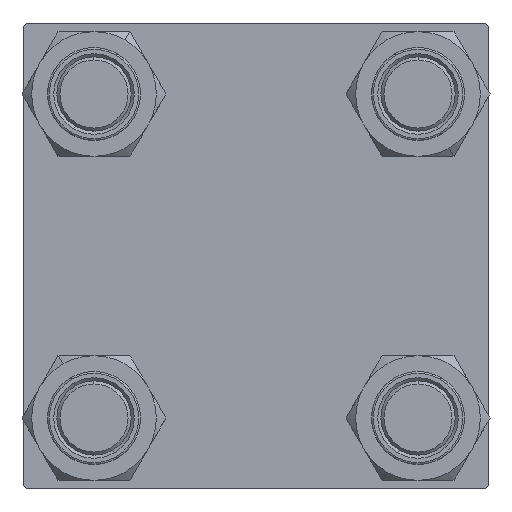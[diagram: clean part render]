
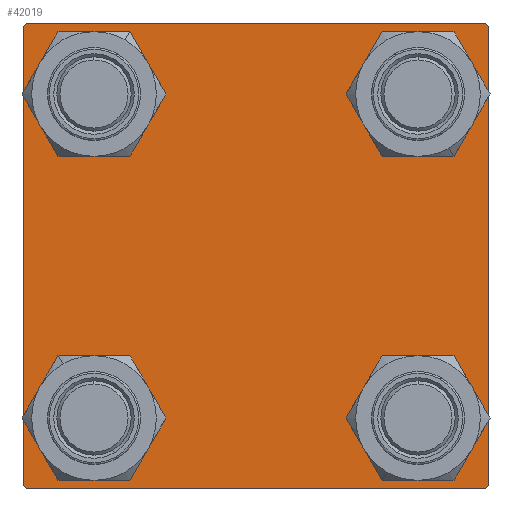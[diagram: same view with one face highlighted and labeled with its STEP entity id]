
A CAD part, left-side view. The second image highlights one B-rep face of the part: STEP entity #42019.
In plain terms, the highlighted planar face has unit normal (-1, 0, 0).
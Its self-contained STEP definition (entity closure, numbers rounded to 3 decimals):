
#16 = CARTESIAN_POINT ( 'NONE',  ( 0., 37., 37.5 ) ) ;
#444 = FACE_BOUND ( 'NONE', #31797, .T. ) ;
#1222 = AXIS2_PLACEMENT_3D ( 'NONE', #41544, #25372, #6447 ) ;
#1567 = CARTESIAN_POINT ( 'NONE',  ( 0., 26.15, -19.65 ) ) ;
#1586 = CARTESIAN_POINT ( 'NONE',  ( 0., -26.15, -32.65 ) ) ;
#1908 = VECTOR ( 'NONE', #14975, 1000. ) ;
#2423 = VERTEX_POINT ( 'NONE', #43230 ) ;
#2465 = DIRECTION ( 'NONE',  ( 0., 0., 1. ) ) ;
#2819 = EDGE_CURVE ( 'NONE', #31570, #17629, #9163, .T. ) ;
#2844 = CARTESIAN_POINT ( 'NONE',  ( 0., -26.15, 26.15 ) ) ;
#3093 = PLANE ( 'NONE',  #29832 ) ;
#3194 = VECTOR ( 'NONE', #50520, 1000. ) ;
#3405 = LINE ( 'NONE', #23359, #3194 ) ;
#4061 = CARTESIAN_POINT ( 'NONE',  ( 0., -26.15, 19.65 ) ) ;
#4201 = VERTEX_POINT ( 'NONE', #16 ) ;
#4837 = AXIS2_PLACEMENT_3D ( 'NONE', #2844, #21523, #6680 ) ;
#4985 = DIRECTION ( 'NONE',  ( 1., 0., 0. ) ) ;
#5130 = EDGE_CURVE ( 'NONE', #25615, #46680, #27196, .T. ) ;
#5208 = CARTESIAN_POINT ( 'NONE',  ( 0., 37.5, -37. ) ) ;
#5305 = LINE ( 'NONE', #28323, #29363 ) ;
#5600 = EDGE_CURVE ( 'NONE', #43812, #20331, #10024, .T. ) ;
#6384 = CARTESIAN_POINT ( 'NONE',  ( 0., 37.5, 37.5 ) ) ;
#6447 = DIRECTION ( 'NONE',  ( 0., 0., 1. ) ) ;
#6538 = ORIENTED_EDGE ( 'NONE', *, *, #31836, .T. ) ;
#6638 = DIRECTION ( 'NONE',  ( 0., 0., -1. ) ) ;
#6680 = DIRECTION ( 'NONE',  ( 0., 0., 1. ) ) ;
#6939 = DIRECTION ( 'NONE',  ( -1., 0., 0. ) ) ;
#7095 = DIRECTION ( 'NONE',  ( 1., 0., 0. ) ) ;
#7278 = EDGE_CURVE ( 'NONE', #4201, #47502, #10653, .T. ) ;
#7624 = EDGE_CURVE ( 'NONE', #2423, #17097, #32986, .T. ) ;
#9039 = ORIENTED_EDGE ( 'NONE', *, *, #5600, .T. ) ;
#9163 = CIRCLE ( 'NONE', #41041, 6.5 ) ;
#9874 = ORIENTED_EDGE ( 'NONE', *, *, #5130, .T. ) ;
#10024 = CIRCLE ( 'NONE', #47649, 6.5 ) ;
#10031 = ORIENTED_EDGE ( 'NONE', *, *, #27616, .T. ) ;
#10266 = VECTOR ( 'NONE', #47684, 1000. ) ;
#10653 = LINE ( 'NONE', #25987, #1908 ) ;
#10937 = ORIENTED_EDGE ( 'NONE', *, *, #7624, .T. ) ;
#11982 = DIRECTION ( 'NONE',  ( 0., -0.707, -0.707 ) ) ;
#14682 = ORIENTED_EDGE ( 'NONE', *, *, #23799, .F. ) ;
#14951 = EDGE_CURVE ( 'NONE', #17629, #31570, #33094, .T. ) ;
#14975 = DIRECTION ( 'NONE',  ( 0., 0.707, -0.707 ) ) ;
#15485 = DIRECTION ( 'NONE',  ( 0., 0., -1. ) ) ;
#15507 = EDGE_CURVE ( 'NONE', #4201, #41030, #31540, .T. ) ;
#15870 = AXIS2_PLACEMENT_3D ( 'NONE', #45834, #41741, #45577 ) ;
#15953 = ORIENTED_EDGE ( 'NONE', *, *, #28849, .T. ) ;
#16444 = CARTESIAN_POINT ( 'NONE',  ( 0., 37.5, 37.5 ) ) ;
#16809 = VECTOR ( 'NONE', #6638, 1000. ) ;
#17097 = VERTEX_POINT ( 'NONE', #24282 ) ;
#17443 = AXIS2_PLACEMENT_3D ( 'NONE', #38483, #30005, #45673 ) ;
#17629 = VERTEX_POINT ( 'NONE', #1567 ) ;
#18204 = FACE_BOUND ( 'NONE', #48880, .T. ) ;
#19370 = VERTEX_POINT ( 'NONE', #36216 ) ;
#19629 = DIRECTION ( 'NONE',  ( 0., -1., 0. ) ) ;
#19974 = CARTESIAN_POINT ( 'NONE',  ( 0., -37.25, -37.25 ) ) ;
#20331 = VERTEX_POINT ( 'NONE', #26055 ) ;
#21246 = CARTESIAN_POINT ( 'NONE',  ( 0., 37., -37.5 ) ) ;
#21523 = DIRECTION ( 'NONE',  ( 1., 0., 0. ) ) ;
#23019 = CARTESIAN_POINT ( 'NONE',  ( 0., 26.15, -32.65 ) ) ;
#23359 = CARTESIAN_POINT ( 'NONE',  ( 0., -37.25, 37.25 ) ) ;
#23454 = LINE ( 'NONE', #39103, #40243 ) ;
#23647 = CIRCLE ( 'NONE', #4837, 6.5 ) ;
#23799 = EDGE_CURVE ( 'NONE', #19370, #42857, #40028, .T. ) ;
#24192 = ORIENTED_EDGE ( 'NONE', *, *, #43124, .T. ) ;
#24282 = CARTESIAN_POINT ( 'NONE',  ( 0., 26.15, 19.65 ) ) ;
#25081 = CARTESIAN_POINT ( 'NONE',  ( 0., -37., -37.5 ) ) ;
#25353 = ORIENTED_EDGE ( 'NONE', *, *, #15507, .F. ) ;
#25372 = DIRECTION ( 'NONE',  ( 1., 0., 0. ) ) ;
#25615 = VERTEX_POINT ( 'NONE', #4061 ) ;
#25987 = CARTESIAN_POINT ( 'NONE',  ( 0., 37.25, 37.25 ) ) ;
#26055 = CARTESIAN_POINT ( 'NONE',  ( 0., -26.15, -19.65 ) ) ;
#26553 = CIRCLE ( 'NONE', #1222, 6.5 ) ;
#26890 = FACE_BOUND ( 'NONE', #28878, .T. ) ;
#27196 = CIRCLE ( 'NONE', #32886, 6.5 ) ;
#27616 = EDGE_CURVE ( 'NONE', #19370, #41030, #3405, .T. ) ;
#27885 = DIRECTION ( 'NONE',  ( 0., 0., 1. ) ) ;
#28323 = CARTESIAN_POINT ( 'NONE',  ( 0., 37.25, -37.25 ) ) ;
#28849 = EDGE_CURVE ( 'NONE', #46680, #25615, #23647, .T. ) ;
#28878 = EDGE_LOOP ( 'NONE', ( #15953, #9874 ) ) ;
#29363 = VECTOR ( 'NONE', #11982, 1000. ) ;
#29490 = EDGE_CURVE ( 'NONE', #34845, #40652, #5305, .T. ) ;
#29504 = ORIENTED_EDGE ( 'NONE', *, *, #2819, .T. ) ;
#29832 = AXIS2_PLACEMENT_3D ( 'NONE', #38441, #6939, #42549 ) ;
#30005 = DIRECTION ( 'NONE',  ( 1., 0., 0. ) ) ;
#30314 = CARTESIAN_POINT ( 'NONE',  ( 0., -37., 37.5 ) ) ;
#30989 = ORIENTED_EDGE ( 'NONE', *, *, #7278, .T. ) ;
#31540 = LINE ( 'NONE', #16444, #10266 ) ;
#31545 = ORIENTED_EDGE ( 'NONE', *, *, #14951, .T. ) ;
#31570 = VERTEX_POINT ( 'NONE', #23019 ) ;
#31797 = EDGE_LOOP ( 'NONE', ( #32776, #9039 ) ) ;
#31807 = CARTESIAN_POINT ( 'NONE',  ( 0., -37.5, 37.5 ) ) ;
#31836 = EDGE_CURVE ( 'NONE', #40652, #46421, #23454, .T. ) ;
#32509 = CARTESIAN_POINT ( 'NONE',  ( 0., 37.5, 37. ) ) ;
#32776 = ORIENTED_EDGE ( 'NONE', *, *, #36464, .T. ) ;
#32886 = AXIS2_PLACEMENT_3D ( 'NONE', #40208, #47397, #27885 ) ;
#32986 = CIRCLE ( 'NONE', #17443, 6.5 ) ;
#33000 = CIRCLE ( 'NONE', #15870, 6.5 ) ;
#33094 = CIRCLE ( 'NONE', #39676, 6.5 ) ;
#33794 = FACE_BOUND ( 'NONE', #38681, .T. ) ;
#33936 = CARTESIAN_POINT ( 'NONE',  ( 0., 26.15, -26.15 ) ) ;
#34058 = FACE_OUTER_BOUND ( 'NONE', #44372, .T. ) ;
#34128 = ORIENTED_EDGE ( 'NONE', *, *, #42835, .T. ) ;
#34385 = ORIENTED_EDGE ( 'NONE', *, *, #29490, .T. ) ;
#34845 = VERTEX_POINT ( 'NONE', #5208 ) ;
#35568 = VECTOR ( 'NONE', #35579, 1000. ) ;
#35579 = DIRECTION ( 'NONE',  ( 0., -0.707, 0.707 ) ) ;
#35955 = CARTESIAN_POINT ( 'NONE',  ( 0., 26.15, -26.15 ) ) ;
#36216 = CARTESIAN_POINT ( 'NONE',  ( 0., -37.5, 37. ) ) ;
#36464 = EDGE_CURVE ( 'NONE', #20331, #43812, #33000, .T. ) ;
#36662 = VECTOR ( 'NONE', #15485, 1000. ) ;
#38339 = DIRECTION ( 'NONE',  ( 0., 0., 1. ) ) ;
#38441 = CARTESIAN_POINT ( 'NONE',  ( 0., 0., 0. ) ) ;
#38483 = CARTESIAN_POINT ( 'NONE',  ( 0., 26.15, 26.15 ) ) ;
#38681 = EDGE_LOOP ( 'NONE', ( #10937, #34128 ) ) ;
#39103 = CARTESIAN_POINT ( 'NONE',  ( 0., 37.5, -37.5 ) ) ;
#39212 = LINE ( 'NONE', #19974, #35568 ) ;
#39676 = AXIS2_PLACEMENT_3D ( 'NONE', #33936, #44732, #2465 ) ;
#40028 = LINE ( 'NONE', #31807, #36662 ) ;
#40208 = CARTESIAN_POINT ( 'NONE',  ( 0., -26.15, 26.15 ) ) ;
#40243 = VECTOR ( 'NONE', #19629, 1000. ) ;
#40652 = VERTEX_POINT ( 'NONE', #21246 ) ;
#41020 = CARTESIAN_POINT ( 'NONE',  ( 0., -37.5, -37. ) ) ;
#41030 = VERTEX_POINT ( 'NONE', #30314 ) ;
#41041 = AXIS2_PLACEMENT_3D ( 'NONE', #35955, #4985, #47749 ) ;
#41544 = CARTESIAN_POINT ( 'NONE',  ( 0., 26.15, 26.15 ) ) ;
#41741 = DIRECTION ( 'NONE',  ( 1., 0., 0. ) ) ;
#42019 = ADVANCED_FACE ( 'NONE', ( #26890, #444, #18204, #33794, #34058 ), #3093, .T. ) ;
#42251 = LINE ( 'NONE', #6384, #16809 ) ;
#42549 = DIRECTION ( 'NONE',  ( 0., 0., 1. ) ) ;
#42835 = EDGE_CURVE ( 'NONE', #17097, #2423, #26553, .T. ) ;
#42857 = VERTEX_POINT ( 'NONE', #41020 ) ;
#43124 = EDGE_CURVE ( 'NONE', #46421, #42857, #39212, .T. ) ;
#43230 = CARTESIAN_POINT ( 'NONE',  ( 0., 26.15, 32.65 ) ) ;
#43369 = EDGE_CURVE ( 'NONE', #47502, #34845, #42251, .T. ) ;
#43812 = VERTEX_POINT ( 'NONE', #1586 ) ;
#44372 = EDGE_LOOP ( 'NONE', ( #47198, #34385, #6538, #24192, #14682, #10031, #25353, #30989 ) ) ;
#44732 = DIRECTION ( 'NONE',  ( 1., 0., 0. ) ) ;
#45577 = DIRECTION ( 'NONE',  ( 0., 0., 1. ) ) ;
#45673 = DIRECTION ( 'NONE',  ( 0., 0., 1. ) ) ;
#45834 = CARTESIAN_POINT ( 'NONE',  ( 0., -26.15, -26.15 ) ) ;
#46027 = CARTESIAN_POINT ( 'NONE',  ( 0., -26.15, -26.15 ) ) ;
#46421 = VERTEX_POINT ( 'NONE', #25081 ) ;
#46680 = VERTEX_POINT ( 'NONE', #46870 ) ;
#46870 = CARTESIAN_POINT ( 'NONE',  ( 0., -26.15, 32.65 ) ) ;
#47198 = ORIENTED_EDGE ( 'NONE', *, *, #43369, .T. ) ;
#47397 = DIRECTION ( 'NONE',  ( 1., 0., 0. ) ) ;
#47502 = VERTEX_POINT ( 'NONE', #32509 ) ;
#47649 = AXIS2_PLACEMENT_3D ( 'NONE', #46027, #7095, #38339 ) ;
#47684 = DIRECTION ( 'NONE',  ( 0., -1., 0. ) ) ;
#47749 = DIRECTION ( 'NONE',  ( 0., 0., 1. ) ) ;
#48880 = EDGE_LOOP ( 'NONE', ( #31545, #29504 ) ) ;
#50520 = DIRECTION ( 'NONE',  ( 0., 0.707, 0.707 ) ) ;
